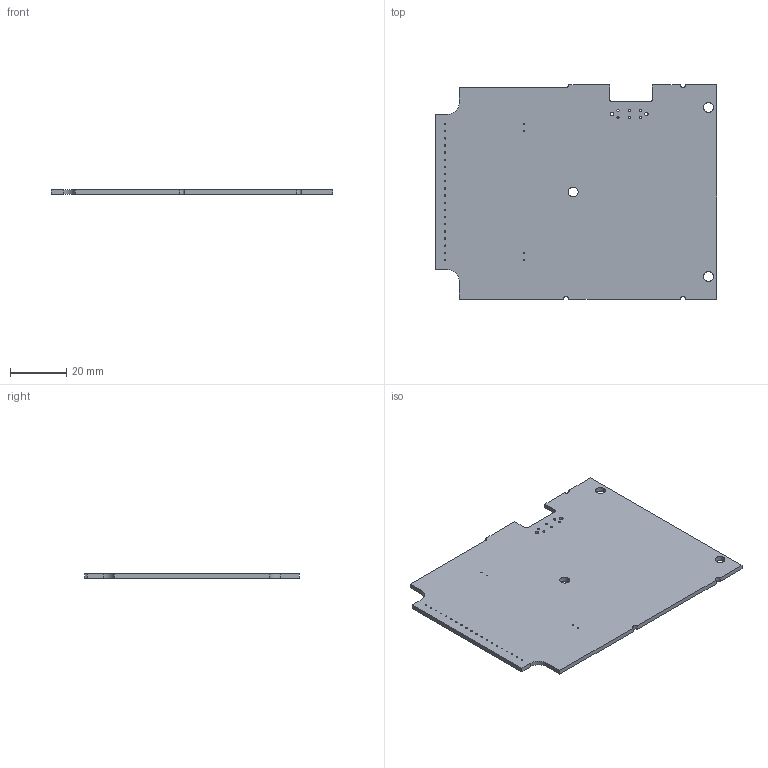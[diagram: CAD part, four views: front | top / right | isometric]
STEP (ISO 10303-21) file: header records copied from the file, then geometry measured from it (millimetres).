
FILE_DESCRIPTION (( 'STEP AP214' ), '1' );
FILE_NAME ('DisplayPCB.STEP', '2019-11-20T02:12:27', ( '' ), ( '' ), 'SwSTEP 2.0', 'SolidWorks 2019', '' );
FILE_SCHEMA (( 'AUTOMOTIVE_DESIGN' ));
Length unit declared in the file: millimetre
Products named in the file (1): DisplayPCB
Bounding box: 100 x 76 x 1.6 mm (x, y, z)
Volume: 11615.6 mm3; surface area: 15248.2 mm2
Topology: 1 solids, 1 shells, 96 faces, 282 edges, 188 vertices
Faces by surface type: cylinder 78, plane 18
Entity records: 3456 total; most frequent: DIRECTION 632, CARTESIAN_POINT 567, ORIENTED_EDGE 564, EDGE_CURVE 282, AXIS2_PLACEMENT_3D 253, VERTEX_POINT 188, EDGE_LOOP 166, CIRCLE 156
